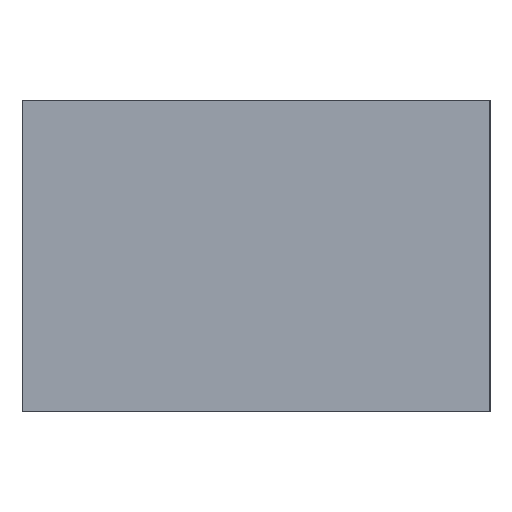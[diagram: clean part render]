
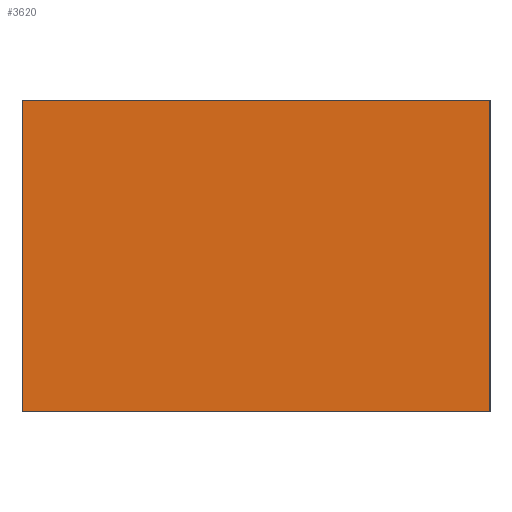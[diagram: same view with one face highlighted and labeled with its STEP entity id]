
A CAD part, left-side view. The second image highlights one B-rep face of the part: STEP entity #3620.
In plain terms, the highlighted free-form (B-spline) face has degree [1, 1] with [2, 2] control points.
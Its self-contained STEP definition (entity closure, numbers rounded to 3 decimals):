
#30 = CARTESIAN_POINT ('', (0.376, 169.893, 0.));
#40 = VERTEX_POINT ('', #30);
#100 = CARTESIAN_POINT ('', (0.376, 169.893, 8.));
#110 = VERTEX_POINT ('', #100);
#120 = CARTESIAN_POINT ('', (0.376, 169.893, 0.));
#130 = CARTESIAN_POINT ('', (0.376, 169.893, 8.));
#140 = B_SPLINE_CURVE_WITH_KNOTS ('', 1, (#120, #130), .UNSPECIFIED., .F., .U., (2, 2), (0., 1.), .UNSPECIFIED.);
#150 = EDGE_CURVE ('', #40, #110, #140, .T.);
#370 = CARTESIAN_POINT ('', (0.376, 157.893, 8.));
#380 = VERTEX_POINT ('', #370);
#520 = CARTESIAN_POINT ('', (0.376, 169.893, 8.));
#530 = CARTESIAN_POINT ('', (0.376, 157.893, 8.));
#540 = B_SPLINE_CURVE_WITH_KNOTS ('', 1, (#520, #530), .UNSPECIFIED., .F., .U., (2, 2), (105., 108.), .UNSPECIFIED.);
#550 = EDGE_CURVE ('', #110, #380, #540, .T.);
#3200 = CARTESIAN_POINT ('', (0.376, 157.893, 0.));
#3210 = VERTEX_POINT ('', #3200);
#3220 = CARTESIAN_POINT ('', (0.376, 157.893, 0.));
#3230 = CARTESIAN_POINT ('', (0.376, 157.893, 8.));
#3240 = B_SPLINE_CURVE_WITH_KNOTS ('', 1, (#3220, #3230), .UNSPECIFIED., .F., .U., (2, 2), (0., 1.), .UNSPECIFIED.);
#3250 = EDGE_CURVE ('', #3210, #380, #3240, .T.);
#3470 = CARTESIAN_POINT ('', (0.376, 169.893, 0.));
#3480 = CARTESIAN_POINT ('', (0.376, 157.893, 0.));
#3490 = B_SPLINE_CURVE_WITH_KNOTS ('', 1, (#3470, #3480), .UNSPECIFIED., .F., .U., (2, 2), (105., 108.), .UNSPECIFIED.);
#3500 = EDGE_CURVE ('', #40, #3210, #3490, .T.);
#3510 = ORIENTED_EDGE ('', *, *, #3500, .T.);
#3520 = ORIENTED_EDGE ('', *, *, #3250, .T.);
#3530 = ORIENTED_EDGE ('', *, *, #550, .F.);
#3540 = ORIENTED_EDGE ('', *, *, #150, .F.);
#3550 = EDGE_LOOP ('', (#3510, #3520, #3530, #3540));
#3560 = FACE_OUTER_BOUND ('', #3550, .T.);
#3570 = CARTESIAN_POINT ('', (0.376, 169.893, 0.));
#3580 = CARTESIAN_POINT ('', (0.376, 169.893, 8.));
#3590 = CARTESIAN_POINT ('', (0.376, 157.893, 0.));
#3600 = CARTESIAN_POINT ('', (0.376, 157.893, 8.));
#3610 = B_SPLINE_SURFACE_WITH_KNOTS ('', 1, 1, ((#3570, #3580), (#3590, #3600)), .UNSPECIFIED., .F., .F., .U., (2, 2), (2, 2), (105., 108.), (0., 1.), .UNSPECIFIED.);
#3620 = ADVANCED_FACE ('', (#3560), #3610, .T.);
